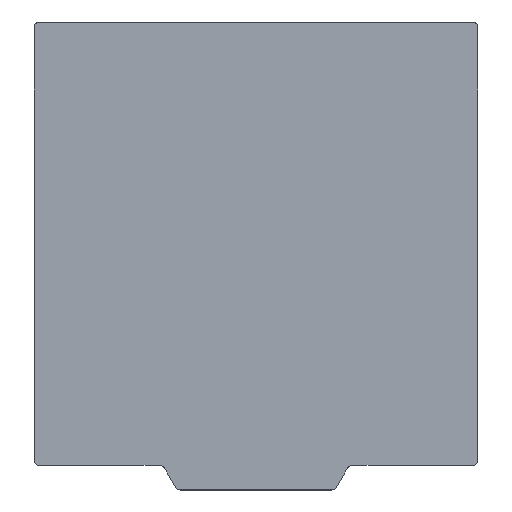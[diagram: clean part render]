
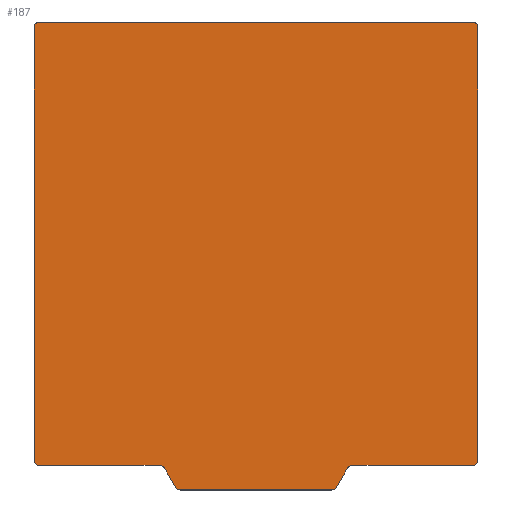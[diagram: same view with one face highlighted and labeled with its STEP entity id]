
A CAD part, top view. The second image highlights one B-rep face of the part: STEP entity #187.
In plain terms, the highlighted planar face has unit normal (0, 0, 1).
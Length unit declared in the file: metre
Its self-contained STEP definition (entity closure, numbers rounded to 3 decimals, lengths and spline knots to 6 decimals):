
#7 = AXIS2_PLACEMENT_3D ( 'NONE', #150, #794, #627 ) ;
#13 = VERTEX_POINT ( 'NONE', #36 ) ;
#14 = CARTESIAN_POINT ( 'NONE',  ( 0.09, -0.09, 0.001 ) ) ;
#19 = ORIENTED_EDGE ( 'NONE', *, *, #228, .T. ) ;
#28 = CARTESIAN_POINT ( 'NONE',  ( -0.030845, -0.1, 0.001 ) ) ;
#35 = FACE_OUTER_BOUND ( 'NONE', #539, .T. ) ;
#36 = CARTESIAN_POINT ( 'NONE',  ( -0.088, -0.09, 0.001 ) ) ;
#38 = EDGE_CURVE ( 'NONE', #63, #308, #782, .T. ) ;
#40 = DIRECTION ( 'NONE',  ( -1., 0., 0. ) ) ;
#41 = ORIENTED_EDGE ( 'NONE', *, *, #657, .T. ) ;
#49 = VECTOR ( 'NONE', #61, 1. ) ;
#52 = CARTESIAN_POINT ( 'NONE',  ( 0.030845, -0.1, 0.001 ) ) ;
#55 = DIRECTION ( 'NONE',  ( -0.5, -0.866, 0. ) ) ;
#61 = DIRECTION ( 'NONE',  ( 0., -1., 0. ) ) ;
#63 = VERTEX_POINT ( 'NONE', #195 ) ;
#66 = CARTESIAN_POINT ( 'NONE',  ( -0.09, 0.088, 0.001 ) ) ;
#76 = CIRCLE ( 'NONE', #498, 0.002 ) ;
#78 = ORIENTED_EDGE ( 'NONE', *, *, #114, .T. ) ;
#99 = DIRECTION ( 'NONE',  ( 0., 1., 0. ) ) ;
#108 = DIRECTION ( 'NONE',  ( -1., 0., 0. ) ) ;
#110 = DIRECTION ( 'NONE',  ( 0., 0., -1. ) ) ;
#114 = EDGE_CURVE ( 'NONE', #555, #13, #76, .T. ) ;
#133 = ORIENTED_EDGE ( 'NONE', *, *, #285, .F. ) ;
#150 = CARTESIAN_POINT ( 'NONE',  ( -0.038928, -0.092, 0.001 ) ) ;
#160 = AXIS2_PLACEMENT_3D ( 'NONE', #625, #448, #99 ) ;
#163 = EDGE_CURVE ( 'NONE', #800, #863, #259, .T. ) ;
#170 = EDGE_CURVE ( 'NONE', #530, #235, #840, .T. ) ;
#172 = CARTESIAN_POINT ( 'NONE',  ( 0.037774, -0.09, 0.001 ) ) ;
#181 = CARTESIAN_POINT ( 'NONE',  ( 0.032, -0.1, 0.001 ) ) ;
#187 = ADVANCED_FACE ( 'NONE', ( #35 ), #239, .F. ) ;
#191 = CARTESIAN_POINT ( 'NONE',  ( -0.09, -0.088, 0.001 ) ) ;
#194 = AXIS2_PLACEMENT_3D ( 'NONE', #558, #825, #232 ) ;
#195 = CARTESIAN_POINT ( 'NONE',  ( 0.037196, -0.091, 0.001 ) ) ;
#212 = CARTESIAN_POINT ( 'NONE',  ( -0.037774, -0.09, 0.001 ) ) ;
#228 = EDGE_CURVE ( 'NONE', #530, #308, #403, .T. ) ;
#232 = DIRECTION ( 'NONE',  ( 0., 1., 0. ) ) ;
#235 = VERTEX_POINT ( 'NONE', #28 ) ;
#238 = EDGE_CURVE ( 'NONE', #481, #704, #297, .T. ) ;
#239 = PLANE ( 'NONE',  #436 ) ;
#242 = VERTEX_POINT ( 'NONE', #472 ) ;
#243 = DIRECTION ( 'NONE',  ( 0., 1., 0. ) ) ;
#244 = VECTOR ( 'NONE', #734, 1. ) ;
#246 = LINE ( 'NONE', #638, #497 ) ;
#259 = CIRCLE ( 'NONE', #7, 0.002 ) ;
#266 = LINE ( 'NONE', #212, #474 ) ;
#270 = CARTESIAN_POINT ( 'NONE',  ( -0.088, 0.088, 0.001 ) ) ;
#279 = ORIENTED_EDGE ( 'NONE', *, *, #646, .F. ) ;
#285 = EDGE_CURVE ( 'NONE', #555, #679, #721, .T. ) ;
#297 = LINE ( 'NONE', #445, #49 ) ;
#301 = VECTOR ( 'NONE', #55, 1. ) ;
#305 = ORIENTED_EDGE ( 'NONE', *, *, #163, .T. ) ;
#306 = CARTESIAN_POINT ( 'NONE',  ( -0.037196, -0.091, 0.001 ) ) ;
#308 = VERTEX_POINT ( 'NONE', #855 ) ;
#312 = DIRECTION ( 'NONE',  ( 0., 1., 0. ) ) ;
#316 = ORIENTED_EDGE ( 'NONE', *, *, #852, .F. ) ;
#322 = CARTESIAN_POINT ( 'NONE',  ( 0.088, -0.088, 0.001 ) ) ;
#328 = DIRECTION ( 'NONE',  ( 0., 0., 1. ) ) ;
#332 = DIRECTION ( 'NONE',  ( 0., 1., 0. ) ) ;
#350 = CIRCLE ( 'NONE', #562, 0.002 ) ;
#354 = ORIENTED_EDGE ( 'NONE', *, *, #752, .F. ) ;
#355 = CARTESIAN_POINT ( 'NONE',  ( -0.09, 0.09, 0.001 ) ) ;
#370 = CIRCLE ( 'NONE', #476, 0.002 ) ;
#379 = CARTESIAN_POINT ( 'NONE',  ( 0.088, 0.09, 0.001 ) ) ;
#393 = CARTESIAN_POINT ( 'NONE',  ( -0.09, -0.09, 0.001 ) ) ;
#403 = CIRCLE ( 'NONE', #194, 0.002 ) ;
#413 = ORIENTED_EDGE ( 'NONE', *, *, #839, .T. ) ;
#415 = VECTOR ( 'NONE', #656, 1. ) ;
#427 = CARTESIAN_POINT ( 'NONE',  ( 0.088, -0.09, 0.001 ) ) ;
#435 = CIRCLE ( 'NONE', #451, 0.002 ) ;
#436 = AXIS2_PLACEMENT_3D ( 'NONE', #496, #509, #108 ) ;
#443 = VERTEX_POINT ( 'NONE', #427 ) ;
#445 = CARTESIAN_POINT ( 'NONE',  ( 0.09, 0.09, 0.001 ) ) ;
#448 = DIRECTION ( 'NONE',  ( 0., 0., 1. ) ) ;
#451 = AXIS2_PLACEMENT_3D ( 'NONE', #322, #795, #312 ) ;
#466 = EDGE_CURVE ( 'NONE', #753, #235, #561, .T. ) ;
#472 = CARTESIAN_POINT ( 'NONE',  ( -0.088, 0.09, 0.001 ) ) ;
#474 = VECTOR ( 'NONE', #531, 1. ) ;
#476 = AXIS2_PLACEMENT_3D ( 'NONE', #842, #110, #243 ) ;
#481 = VERTEX_POINT ( 'NONE', #688 ) ;
#491 = CARTESIAN_POINT ( 'NONE',  ( -0.032577, -0.099, 0.001 ) ) ;
#496 = CARTESIAN_POINT ( 'NONE',  ( 0., 0., 0.001 ) ) ;
#497 = VECTOR ( 'NONE', #723, 1. ) ;
#498 = AXIS2_PLACEMENT_3D ( 'NONE', #674, #545, #814 ) ;
#509 = DIRECTION ( 'NONE',  ( 0., 0., -1. ) ) ;
#530 = VERTEX_POINT ( 'NONE', #52 ) ;
#531 = DIRECTION ( 'NONE',  ( -1., 0., 0. ) ) ;
#539 = EDGE_LOOP ( 'NONE', ( #354, #41, #133, #78, #279, #305, #316, #726, #565, #19, #736, #651, #823, #413, #817, #628 ) ) ;
#541 = VERTEX_POINT ( 'NONE', #379 ) ;
#545 = DIRECTION ( 'NONE',  ( 0., 0., 1. ) ) ;
#547 = DIRECTION ( 'NONE',  ( 1., 0., 0. ) ) ;
#555 = VERTEX_POINT ( 'NONE', #191 ) ;
#558 = CARTESIAN_POINT ( 'NONE',  ( 0.030845, -0.098, 0.001 ) ) ;
#561 = CIRCLE ( 'NONE', #160, 0.002 ) ;
#562 = AXIS2_PLACEMENT_3D ( 'NONE', #810, #328, #601 ) ;
#565 = ORIENTED_EDGE ( 'NONE', *, *, #170, .F. ) ;
#601 = DIRECTION ( 'NONE',  ( 0., 1., 0. ) ) ;
#623 = AXIS2_PLACEMENT_3D ( 'NONE', #270, #801, #332 ) ;
#625 = CARTESIAN_POINT ( 'NONE',  ( -0.030845, -0.098, 0.001 ) ) ;
#627 = DIRECTION ( 'NONE',  ( 0., 1., 0. ) ) ;
#628 = ORIENTED_EDGE ( 'NONE', *, *, #685, .T. ) ;
#638 = CARTESIAN_POINT ( 'NONE',  ( -0.032, -0.1, 0.001 ) ) ;
#642 = CARTESIAN_POINT ( 'NONE',  ( 0.038928, -0.09, 0.001 ) ) ;
#644 = CARTESIAN_POINT ( 'NONE',  ( -0.038928, -0.09, 0.001 ) ) ;
#646 = EDGE_CURVE ( 'NONE', #800, #13, #266, .T. ) ;
#651 = ORIENTED_EDGE ( 'NONE', *, *, #788, .T. ) ;
#656 = DIRECTION ( 'NONE',  ( 0., 1., 0. ) ) ;
#657 = EDGE_CURVE ( 'NONE', #242, #679, #758, .T. ) ;
#674 = CARTESIAN_POINT ( 'NONE',  ( -0.088, -0.088, 0.001 ) ) ;
#678 = EDGE_CURVE ( 'NONE', #443, #836, #798, .T. ) ;
#679 = VERTEX_POINT ( 'NONE', #66 ) ;
#685 = EDGE_CURVE ( 'NONE', #481, #541, #350, .T. ) ;
#687 = VECTOR ( 'NONE', #547, 1. ) ;
#688 = CARTESIAN_POINT ( 'NONE',  ( 0.09, 0.088, 0.001 ) ) ;
#704 = VERTEX_POINT ( 'NONE', #818 ) ;
#721 = LINE ( 'NONE', #393, #415 ) ;
#723 = DIRECTION ( 'NONE',  ( -0.5, 0.866, 0. ) ) ;
#726 = ORIENTED_EDGE ( 'NONE', *, *, #466, .T. ) ;
#734 = DIRECTION ( 'NONE',  ( -1., 0., 0. ) ) ;
#736 = ORIENTED_EDGE ( 'NONE', *, *, #38, .F. ) ;
#752 = EDGE_CURVE ( 'NONE', #242, #541, #754, .T. ) ;
#753 = VERTEX_POINT ( 'NONE', #491 ) ;
#754 = LINE ( 'NONE', #355, #687 ) ;
#758 = CIRCLE ( 'NONE', #623, 0.002 ) ;
#782 = LINE ( 'NONE', #172, #301 ) ;
#788 = EDGE_CURVE ( 'NONE', #63, #836, #370, .T. ) ;
#794 = DIRECTION ( 'NONE',  ( 0., 0., -1. ) ) ;
#795 = DIRECTION ( 'NONE',  ( 0., 0., 1. ) ) ;
#798 = LINE ( 'NONE', #14, #244 ) ;
#800 = VERTEX_POINT ( 'NONE', #644 ) ;
#801 = DIRECTION ( 'NONE',  ( 0., 0., 1. ) ) ;
#810 = CARTESIAN_POINT ( 'NONE',  ( 0.088, 0.088, 0.001 ) ) ;
#814 = DIRECTION ( 'NONE',  ( 0., 1., 0. ) ) ;
#817 = ORIENTED_EDGE ( 'NONE', *, *, #238, .F. ) ;
#818 = CARTESIAN_POINT ( 'NONE',  ( 0.09, -0.088, 0.001 ) ) ;
#823 = ORIENTED_EDGE ( 'NONE', *, *, #678, .F. ) ;
#825 = DIRECTION ( 'NONE',  ( 0., 0., 1. ) ) ;
#836 = VERTEX_POINT ( 'NONE', #642 ) ;
#839 = EDGE_CURVE ( 'NONE', #443, #704, #435, .T. ) ;
#840 = LINE ( 'NONE', #181, #862 ) ;
#842 = CARTESIAN_POINT ( 'NONE',  ( 0.038928, -0.092, 0.001 ) ) ;
#852 = EDGE_CURVE ( 'NONE', #753, #863, #246, .T. ) ;
#855 = CARTESIAN_POINT ( 'NONE',  ( 0.032577, -0.099, 0.001 ) ) ;
#862 = VECTOR ( 'NONE', #40, 1. ) ;
#863 = VERTEX_POINT ( 'NONE', #306 ) ;
